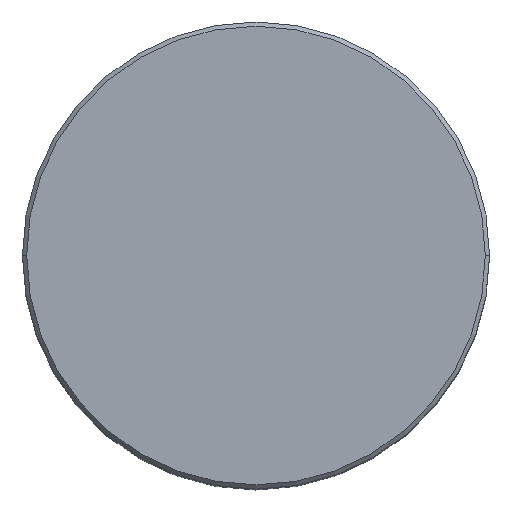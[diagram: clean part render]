
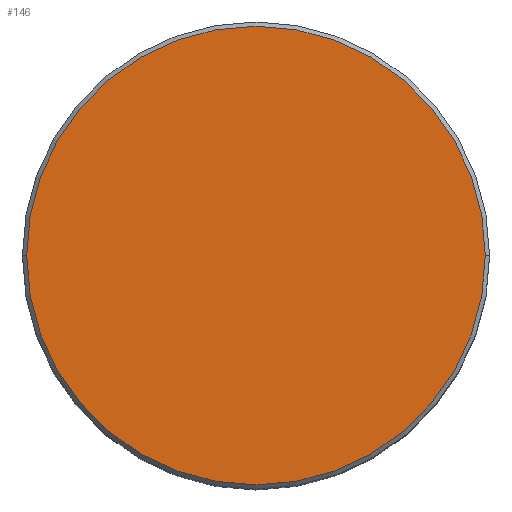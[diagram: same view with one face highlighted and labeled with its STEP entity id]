
A CAD part, top view. The second image highlights one B-rep face of the part: STEP entity #146.
In plain terms, the highlighted planar face has unit normal (0, 0, 1).
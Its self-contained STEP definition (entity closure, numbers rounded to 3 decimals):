
#12 = DIRECTION ( 'NONE',  ( 1., 0., 0. ) ) ;
#22 = CARTESIAN_POINT ( 'NONE',  ( -27., 0., 0. ) ) ;
#66 = ORIENTED_EDGE ( 'NONE', *, *, #330, .T. ) ;
#71 = DIRECTION ( 'NONE',  ( 1., 0., 0. ) ) ;
#112 = VERTEX_POINT ( 'NONE', #22 ) ;
#125 = AXIS2_PLACEMENT_3D ( 'NONE', #288, #548, #71 ) ;
#141 = AXIS2_PLACEMENT_3D ( 'NONE', #398, #197, #12 ) ;
#146 = ADVANCED_FACE ( 'NONE', ( #276 ), #375, .T. ) ;
#188 = AXIS2_PLACEMENT_3D ( 'NONE', #377, #215, #498 ) ;
#197 = DIRECTION ( 'NONE',  ( 0., 0., 1. ) ) ;
#198 = CIRCLE ( 'NONE', #141, 27. ) ;
#215 = DIRECTION ( 'NONE',  ( 0., 0., 1. ) ) ;
#276 = FACE_OUTER_BOUND ( 'NONE', #549, .T. ) ;
#288 = CARTESIAN_POINT ( 'NONE',  ( 0., 0., 0. ) ) ;
#296 = ORIENTED_EDGE ( 'NONE', *, *, #489, .T. ) ;
#330 = EDGE_CURVE ( 'NONE', #112, #366, #198, .T. ) ;
#340 = CARTESIAN_POINT ( 'NONE',  ( 27., 0., 0. ) ) ;
#366 = VERTEX_POINT ( 'NONE', #340 ) ;
#375 = PLANE ( 'NONE',  #125 ) ;
#377 = CARTESIAN_POINT ( 'NONE',  ( 0., 0., 0. ) ) ;
#398 = CARTESIAN_POINT ( 'NONE',  ( 0., 0., 0. ) ) ;
#411 = CIRCLE ( 'NONE', #188, 27. ) ;
#489 = EDGE_CURVE ( 'NONE', #366, #112, #411, .T. ) ;
#498 = DIRECTION ( 'NONE',  ( 1., 0., 0. ) ) ;
#548 = DIRECTION ( 'NONE',  ( 0., 0., 1. ) ) ;
#549 = EDGE_LOOP ( 'NONE', ( #66, #296 ) ) ;
